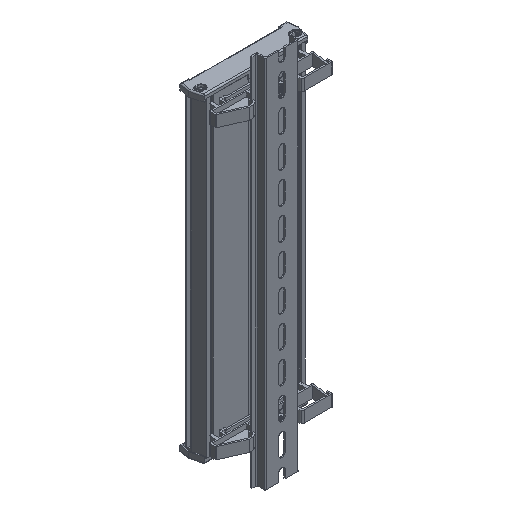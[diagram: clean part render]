
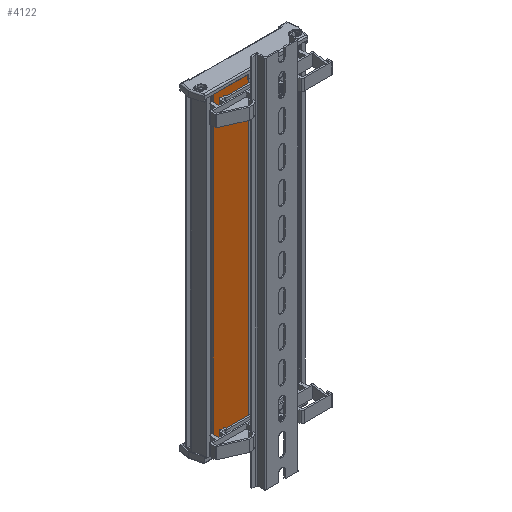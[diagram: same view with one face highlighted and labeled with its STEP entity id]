
A CAD part, isometric view. The second image highlights one B-rep face of the part: STEP entity #4122.
In plain terms, the highlighted planar face has unit normal (0, -1, 0).
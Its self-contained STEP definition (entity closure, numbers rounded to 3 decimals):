
#1310 = EDGE_CURVE ( 'NONE', #18262, #14984, #10359, .T. ) ;
#3192 = DIRECTION ( 'NONE',  ( 1., 0., 0. ) ) ;
#3560 = ORIENTED_EDGE ( 'NONE', *, *, #1310, .T. ) ;
#4122 = ADVANCED_FACE ( 'NONE', ( #10371 ), #9150, .T. ) ;
#4890 = CARTESIAN_POINT ( 'NONE',  ( -34.494, -1.653, 0. ) ) ;
#5646 = EDGE_LOOP ( 'NONE', ( #11565, #7790, #13610, #3560 ) ) ;
#5718 = CARTESIAN_POINT ( 'NONE',  ( -34.494, -1.653, -250. ) ) ;
#6349 = VECTOR ( 'NONE', #9229, 1000. ) ;
#7644 = LINE ( 'NONE', #13289, #11259 ) ;
#7790 = ORIENTED_EDGE ( 'NONE', *, *, #17633, .F. ) ;
#9150 = PLANE ( 'NONE',  #21501 ) ;
#9229 = DIRECTION ( 'NONE',  ( 0., 0., 1. ) ) ;
#10359 = LINE ( 'NONE', #22662, #14560 ) ;
#10371 = FACE_OUTER_BOUND ( 'NONE', #5646, .T. ) ;
#10515 = VERTEX_POINT ( 'NONE', #4890 ) ;
#10525 = CARTESIAN_POINT ( 'NONE',  ( -6.409, -1.653, -250. ) ) ;
#11250 = CARTESIAN_POINT ( 'NONE',  ( -34.494, -1.653, -250. ) ) ;
#11259 = VECTOR ( 'NONE', #13216, 1000. ) ;
#11565 = ORIENTED_EDGE ( 'NONE', *, *, #21959, .F. ) ;
#12428 = DIRECTION ( 'NONE',  ( 0., 0., -1. ) ) ;
#12542 = LINE ( 'NONE', #10525, #22298 ) ;
#13216 = DIRECTION ( 'NONE',  ( 1., 0., 0. ) ) ;
#13289 = CARTESIAN_POINT ( 'NONE',  ( -6.409, -1.653, 0. ) ) ;
#13610 = ORIENTED_EDGE ( 'NONE', *, *, #16265, .T. ) ;
#14560 = VECTOR ( 'NONE', #22812, 1000. ) ;
#14984 = VERTEX_POINT ( 'NONE', #16989 ) ;
#16082 = CARTESIAN_POINT ( 'NONE',  ( -6.409, -1.653, -250. ) ) ;
#16265 = EDGE_CURVE ( 'NONE', #19790, #18262, #12542, .T. ) ;
#16989 = CARTESIAN_POINT ( 'NONE',  ( -6.409, -1.653, 0. ) ) ;
#17633 = EDGE_CURVE ( 'NONE', #19790, #10515, #22498, .T. ) ;
#18262 = VERTEX_POINT ( 'NONE', #19463 ) ;
#19463 = CARTESIAN_POINT ( 'NONE',  ( -6.409, -1.653, -250. ) ) ;
#19790 = VERTEX_POINT ( 'NONE', #11250 ) ;
#21501 = AXIS2_PLACEMENT_3D ( 'NONE', #16082, #23051, #12428 ) ;
#21959 = EDGE_CURVE ( 'NONE', #10515, #14984, #7644, .T. ) ;
#22298 = VECTOR ( 'NONE', #3192, 1000. ) ;
#22498 = LINE ( 'NONE', #5718, #6349 ) ;
#22662 = CARTESIAN_POINT ( 'NONE',  ( -6.409, -1.653, -250. ) ) ;
#22812 = DIRECTION ( 'NONE',  ( 0., 0., 1. ) ) ;
#23051 = DIRECTION ( 'NONE',  ( 0., -1., 0. ) ) ;
